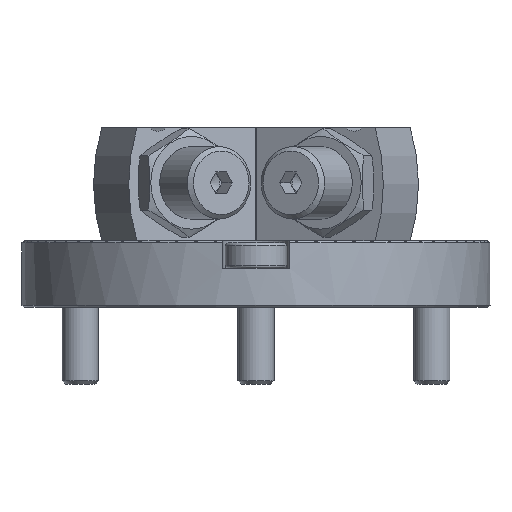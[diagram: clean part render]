
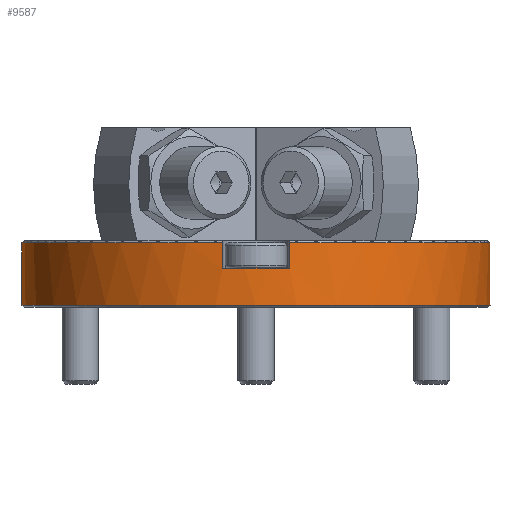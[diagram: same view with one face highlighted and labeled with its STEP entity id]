
A CAD part, front view. The second image highlights one B-rep face of the part: STEP entity #9587.
In plain terms, the highlighted cylindrical face has radius 32.3 mm (diameter 64.6 mm), a full revolution.
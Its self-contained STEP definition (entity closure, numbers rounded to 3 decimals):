
#335=CYLINDRICAL_SURFACE('',#11065,32.3);
#630=LINE('',#15341,#1496);
#631=LINE('',#15346,#1497);
#632=LINE('',#15350,#1498);
#633=LINE('',#15354,#1499);
#634=LINE('',#15358,#1500);
#635=LINE('',#15362,#1501);
#1496=VECTOR('',#12333,1000.);
#1497=VECTOR('',#12336,1000.);
#1498=VECTOR('',#12339,1000.);
#1499=VECTOR('',#12342,1000.);
#1500=VECTOR('',#12345,1000.);
#1501=VECTOR('',#12348,1000.);
#2453=ORIENTED_EDGE('',*,*,#5329,.T.);
#2454=ORIENTED_EDGE('',*,*,#5330,.T.);
#2455=ORIENTED_EDGE('',*,*,#5331,.T.);
#2456=ORIENTED_EDGE('',*,*,#5332,.T.);
#2457=ORIENTED_EDGE('',*,*,#5333,.T.);
#2458=ORIENTED_EDGE('',*,*,#5334,.T.);
#2459=ORIENTED_EDGE('',*,*,#5335,.T.);
#2460=ORIENTED_EDGE('',*,*,#5336,.T.);
#2461=ORIENTED_EDGE('',*,*,#5337,.T.);
#2462=ORIENTED_EDGE('',*,*,#5338,.T.);
#2463=ORIENTED_EDGE('',*,*,#5339,.T.);
#2464=ORIENTED_EDGE('',*,*,#5340,.T.);
#2465=ORIENTED_EDGE('',*,*,#5341,.F.);
#5329=EDGE_CURVE('',#6767,#6768,#630,.F.);
#5330=EDGE_CURVE('',#6768,#6769,#7550,.T.);
#5331=EDGE_CURVE('',#6769,#6770,#631,.T.);
#5332=EDGE_CURVE('',#6770,#6771,#7551,.F.);
#5333=EDGE_CURVE('',#6771,#6772,#632,.F.);
#5334=EDGE_CURVE('',#6772,#6773,#7552,.T.);
#5335=EDGE_CURVE('',#6773,#6774,#633,.T.);
#5336=EDGE_CURVE('',#6774,#6775,#7553,.F.);
#5337=EDGE_CURVE('',#6775,#6776,#634,.F.);
#5338=EDGE_CURVE('',#6776,#6777,#7554,.T.);
#5339=EDGE_CURVE('',#6777,#6778,#635,.T.);
#5340=EDGE_CURVE('',#6778,#6767,#7555,.F.);
#5341=EDGE_CURVE('',#6779,#6779,#7556,.T.);
#6767=VERTEX_POINT('',#15342);
#6768=VERTEX_POINT('',#15343);
#6769=VERTEX_POINT('',#15345);
#6770=VERTEX_POINT('',#15347);
#6771=VERTEX_POINT('',#15349);
#6772=VERTEX_POINT('',#15351);
#6773=VERTEX_POINT('',#15353);
#6774=VERTEX_POINT('',#15355);
#6775=VERTEX_POINT('',#15357);
#6776=VERTEX_POINT('',#15359);
#6777=VERTEX_POINT('',#15361);
#6778=VERTEX_POINT('',#15363);
#6779=VERTEX_POINT('',#15366);
#7550=CIRCLE('',#11066,32.3);
#7551=CIRCLE('',#11067,32.3);
#7552=CIRCLE('',#11068,32.3);
#7553=CIRCLE('',#11069,32.3);
#7554=CIRCLE('',#11070,32.3);
#7555=CIRCLE('',#11071,32.3);
#7556=CIRCLE('',#11072,32.3);
#7869=EDGE_LOOP('',(#2453,#2454,#2455,#2456,#2457,#2458,#2459,#2460,#2461,
#2462,#2463,#2464));
#7870=EDGE_LOOP('',(#2465));
#8528=FACE_BOUND('',#7869,.T.);
#8529=FACE_BOUND('',#7870,.T.);
#9587=ADVANCED_FACE('',(#8528,#8529),#335,.T.);
#11065=AXIS2_PLACEMENT_3D('',#15340,#12331,#12332);
#11066=AXIS2_PLACEMENT_3D('',#15344,#12334,#12335);
#11067=AXIS2_PLACEMENT_3D('',#15348,#12337,#12338);
#11068=AXIS2_PLACEMENT_3D('',#15352,#12340,#12341);
#11069=AXIS2_PLACEMENT_3D('',#15356,#12343,#12344);
#11070=AXIS2_PLACEMENT_3D('',#15360,#12346,#12347);
#11071=AXIS2_PLACEMENT_3D('',#15364,#12349,#12350);
#11072=AXIS2_PLACEMENT_3D('',#15365,#12351,#12352);
#12331=DIRECTION('',(0.,0.,-1.));
#12332=DIRECTION('',(-1.,0.,0.));
#12333=DIRECTION('',(0.,0.,-1.));
#12334=DIRECTION('',(0.,0.,-1.));
#12335=DIRECTION('',(-1.,0.,0.));
#12336=DIRECTION('',(0.,0.,-1.));
#12337=DIRECTION('',(0.,0.,1.));
#12338=DIRECTION('',(1.,0.,0.));
#12339=DIRECTION('',(0.,0.,-1.));
#12340=DIRECTION('',(0.,0.,-1.));
#12341=DIRECTION('',(-1.,0.,0.));
#12342=DIRECTION('',(0.,0.,-1.));
#12343=DIRECTION('',(0.,0.,1.));
#12344=DIRECTION('',(1.,0.,0.));
#12345=DIRECTION('',(0.,0.,-1.));
#12346=DIRECTION('',(0.,0.,-1.));
#12347=DIRECTION('',(-1.,0.,0.));
#12348=DIRECTION('',(0.,0.,-1.));
#12349=DIRECTION('',(0.,0.,1.));
#12350=DIRECTION('',(1.,0.,0.));
#12351=DIRECTION('',(0.,0.,-1.));
#12352=DIRECTION('',(-1.,0.,0.));
#15340=CARTESIAN_POINT('',(0.,0.,0.));
#15341=CARTESIAN_POINT('',(-25.356,20.009,0.));
#15342=CARTESIAN_POINT('',(-25.356,20.009,5.4));
#15343=CARTESIAN_POINT('',(-25.356,20.009,8.9));
#15344=CARTESIAN_POINT('',(0.,0.,8.9));
#15345=CARTESIAN_POINT('',(25.356,20.009,8.9));
#15346=CARTESIAN_POINT('',(25.356,20.009,0.));
#15347=CARTESIAN_POINT('',(25.356,20.009,5.4));
#15348=CARTESIAN_POINT('',(0.,0.,5.4));
#15349=CARTESIAN_POINT('',(30.006,11.955,5.4));
#15350=CARTESIAN_POINT('',(30.006,11.955,0.));
#15351=CARTESIAN_POINT('',(30.006,11.955,8.9));
#15352=CARTESIAN_POINT('',(0.,0.,8.9));
#15353=CARTESIAN_POINT('',(4.65,-31.964,8.9));
#15354=CARTESIAN_POINT('',(4.65,-31.964,0.));
#15355=CARTESIAN_POINT('',(4.65,-31.964,5.4));
#15356=CARTESIAN_POINT('',(0.,0.,5.4));
#15357=CARTESIAN_POINT('',(-4.65,-31.964,5.4));
#15358=CARTESIAN_POINT('',(-4.65,-31.964,0.));
#15359=CARTESIAN_POINT('',(-4.65,-31.964,8.9));
#15360=CARTESIAN_POINT('',(0.,0.,8.9));
#15361=CARTESIAN_POINT('',(-30.006,11.955,8.9));
#15362=CARTESIAN_POINT('',(-30.006,11.955,0.));
#15363=CARTESIAN_POINT('',(-30.006,11.955,5.4));
#15364=CARTESIAN_POINT('',(0.,0.,5.4));
#15365=CARTESIAN_POINT('',(0.,0.,0.3));
#15366=CARTESIAN_POINT('',(-32.3,0.,0.3));
